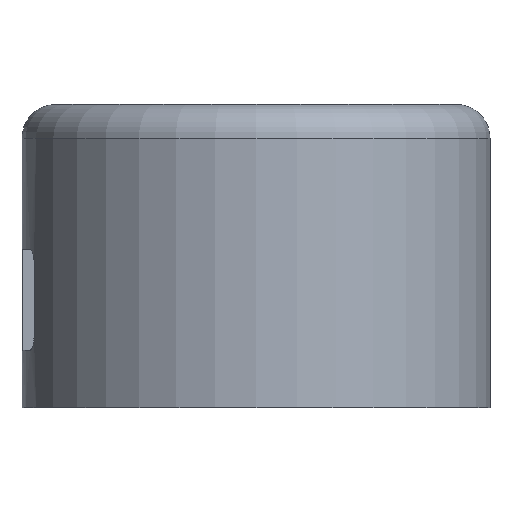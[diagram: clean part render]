
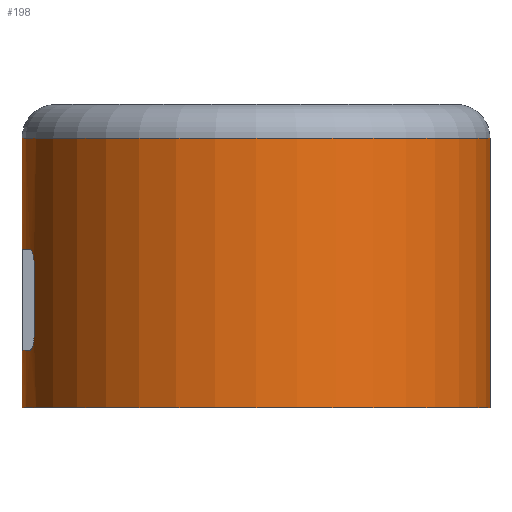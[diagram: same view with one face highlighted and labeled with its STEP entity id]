
A CAD part, front view. The second image highlights one B-rep face of the part: STEP entity #198.
In plain terms, the highlighted cylindrical face has radius 34.75 mm (diameter 69.5 mm), a full revolution.
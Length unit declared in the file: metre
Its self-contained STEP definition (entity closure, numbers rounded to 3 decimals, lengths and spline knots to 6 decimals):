
#20=B_SPLINE_CURVE_WITH_KNOTS('',3,(#319,#320,#321,#322,#323),
 .UNSPECIFIED.,.F.,.F.,(4,1,4),(0.,0.001596,0.003192),
 .UNSPECIFIED.);
#21=B_SPLINE_CURVE_WITH_KNOTS('',3,(#327,#328,#329,#330,#331),
 .UNSPECIFIED.,.F.,.F.,(4,1,4),(0.,0.001596,0.003192),
 .UNSPECIFIED.);
#24=LINE('',#314,#34);
#25=LINE('',#325,#35);
#34=VECTOR('',#256,1.);
#35=VECTOR('',#259,1.);
#44=ORIENTED_EDGE('',*,*,#94,.T.);
#45=ORIENTED_EDGE('',*,*,#95,.T.);
#46=ORIENTED_EDGE('',*,*,#96,.F.);
#47=ORIENTED_EDGE('',*,*,#97,.T.);
#48=ORIENTED_EDGE('',*,*,#98,.T.);
#49=ORIENTED_EDGE('',*,*,#99,.T.);
#50=ORIENTED_EDGE('',*,*,#100,.T.);
#51=ORIENTED_EDGE('',*,*,#101,.F.);
#94=EDGE_CURVE('',#119,#119,#138,.T.);
#95=EDGE_CURVE('',#120,#120,#139,.F.);
#96=EDGE_CURVE('',#121,#122,#24,.T.);
#97=EDGE_CURVE('',#121,#123,#140,.T.);
#98=EDGE_CURVE('',#123,#124,#20,.T.);
#99=EDGE_CURVE('',#124,#125,#25,.T.);
#100=EDGE_CURVE('',#125,#126,#21,.T.);
#101=EDGE_CURVE('',#122,#126,#141,.T.);
#119=VERTEX_POINT('',#311);
#120=VERTEX_POINT('',#313);
#121=VERTEX_POINT('',#315);
#122=VERTEX_POINT('',#316);
#123=VERTEX_POINT('',#318);
#124=VERTEX_POINT('',#324);
#125=VERTEX_POINT('',#326);
#126=VERTEX_POINT('',#332);
#138=CIRCLE('',#225,0.03475);
#139=CIRCLE('',#226,0.03475);
#140=CIRCLE('',#227,0.03475);
#141=CIRCLE('',#228,0.03475);
#149=EDGE_LOOP('',(#44));
#150=EDGE_LOOP('',(#45));
#151=EDGE_LOOP('',(#46,#47,#48,#49,#50,#51));
#171=FACE_BOUND('',#149,.T.);
#172=FACE_BOUND('',#150,.T.);
#173=FACE_BOUND('',#151,.T.);
#193=CYLINDRICAL_SURFACE('',#224,0.03475);
#198=ADVANCED_FACE('',(#171,#172,#173),#193,.T.);
#224=AXIS2_PLACEMENT_3D('',#309,#250,#251);
#225=AXIS2_PLACEMENT_3D('',#310,#252,#253);
#226=AXIS2_PLACEMENT_3D('',#312,#254,#255);
#227=AXIS2_PLACEMENT_3D('',#317,#257,#258);
#228=AXIS2_PLACEMENT_3D('',#333,#260,#261);
#250=DIRECTION('',(0.,0.,-1.));
#251=DIRECTION('',(-1.,0.,0.));
#252=DIRECTION('',(0.,0.,1.));
#253=DIRECTION('',(1.,0.,0.));
#254=DIRECTION('',(0.,0.,1.));
#255=DIRECTION('',(1.,0.,0.));
#256=DIRECTION('',(0.,0.,-1.));
#257=DIRECTION('',(0.,0.,1.));
#258=DIRECTION('',(1.,0.,0.));
#259=DIRECTION('',(0.,0.,-1.));
#260=DIRECTION('',(0.,0.,1.));
#261=DIRECTION('',(1.,0.,0.));
#309=CARTESIAN_POINT('',(0.,0.,0.088));
#310=CARTESIAN_POINT('',(0.,0.,0.043));
#311=CARTESIAN_POINT('',(0.03475,0.,0.043));
#312=CARTESIAN_POINT('',(0.,0.,0.083));
#313=CARTESIAN_POINT('',(0.03475,0.,0.083));
#314=CARTESIAN_POINT('',(-0.03475,0.,0.088));
#315=CARTESIAN_POINT('',(-0.03475,0.,0.0665));
#316=CARTESIAN_POINT('',(-0.03475,0.,0.0515));
#317=CARTESIAN_POINT('',(0.,0.,0.0665));
#318=CARTESIAN_POINT('',(-0.033564,-0.009,0.0665));
#319=CARTESIAN_POINT('',(-0.033564,-0.009,0.0665));
#320=CARTESIAN_POINT('',(-0.033425,-0.009521,0.0665));
#321=CARTESIAN_POINT('',(-0.03312,-0.01054,0.066086));
#322=CARTESIAN_POINT('',(-0.032963,-0.011,0.06504));
#323=CARTESIAN_POINT('',(-0.032963,-0.011,0.0645));
#324=CARTESIAN_POINT('',(-0.032963,-0.011,0.0645));
#325=CARTESIAN_POINT('',(-0.032963,-0.011,0.088));
#326=CARTESIAN_POINT('',(-0.032963,-0.011,0.0535));
#327=CARTESIAN_POINT('',(-0.032963,-0.011,0.0535));
#328=CARTESIAN_POINT('',(-0.032963,-0.011,0.05296));
#329=CARTESIAN_POINT('',(-0.03312,-0.010542,0.051916));
#330=CARTESIAN_POINT('',(-0.033425,-0.009521,0.0515));
#331=CARTESIAN_POINT('',(-0.033564,-0.009,0.0515));
#332=CARTESIAN_POINT('',(-0.033564,-0.009,0.0515));
#333=CARTESIAN_POINT('',(0.,0.,0.0515));
